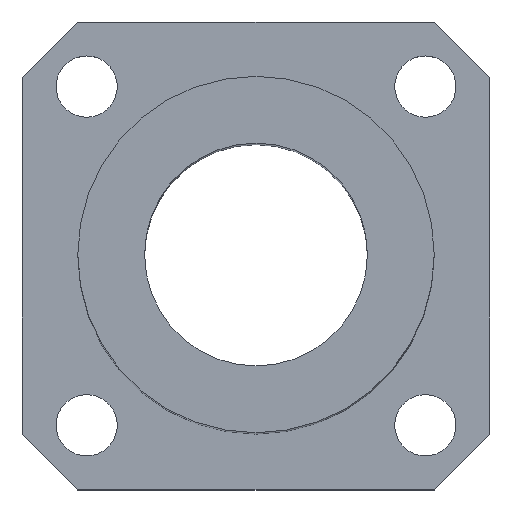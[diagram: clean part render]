
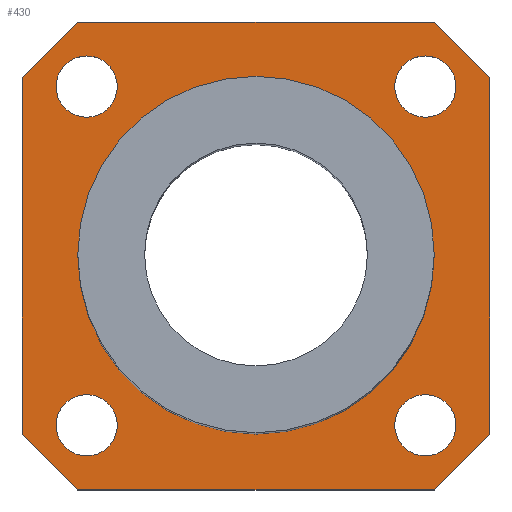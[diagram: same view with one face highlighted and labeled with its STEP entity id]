
A CAD part, top view. The second image highlights one B-rep face of the part: STEP entity #430.
In plain terms, the highlighted planar face has unit normal (0, 0, 1).
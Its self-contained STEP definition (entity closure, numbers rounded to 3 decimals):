
#23=LINE('',#678,#57);
#29=LINE('',#689,#63);
#36=LINE('',#707,#70);
#39=LINE('',#712,#73);
#41=LINE('',#715,#75);
#42=LINE('',#719,#76);
#45=LINE('',#723,#79);
#48=LINE('',#736,#82);
#57=VECTOR('',#564,10.);
#63=VECTOR('',#572,10.);
#70=VECTOR('',#585,10.);
#73=VECTOR('',#590,10.);
#75=VECTOR('',#594,10.);
#76=VECTOR('',#597,10.);
#79=VECTOR('',#602,10.);
#82=VECTOR('',#619,10.);
#103=FACE_BOUND('',#168,.T.);
#104=FACE_BOUND('',#169,.T.);
#105=FACE_BOUND('',#170,.T.);
#106=FACE_BOUND('',#171,.T.);
#107=FACE_BOUND('',#172,.T.);
#132=FACE_OUTER_BOUND('',#167,.T.);
#167=EDGE_LOOP('',(#378,#379,#380,#381,#382,#383,#384,#385));
#168=EDGE_LOOP('',(#386));
#169=EDGE_LOOP('',(#387));
#170=EDGE_LOOP('',(#388));
#171=EDGE_LOOP('',(#389));
#172=EDGE_LOOP('',(#390));
#176=CIRCLE('',#457,2.75);
#180=CIRCLE('',#464,2.75);
#184=CIRCLE('',#471,2.75);
#188=CIRCLE('',#478,2.75);
#192=CIRCLE('',#492,16.);
#196=VERTEX_POINT('',#633);
#200=VERTEX_POINT('',#646);
#204=VERTEX_POINT('',#659);
#208=VERTEX_POINT('',#672);
#209=VERTEX_POINT('',#676);
#210=VERTEX_POINT('',#677);
#214=VERTEX_POINT('',#687);
#221=VERTEX_POINT('',#705);
#222=VERTEX_POINT('',#706);
#223=VERTEX_POINT('',#711);
#224=VERTEX_POINT('',#717);
#225=VERTEX_POINT('',#718);
#228=VERTEX_POINT('',#731);
#234=EDGE_CURVE('',#196,#196,#176,.T.);
#240=EDGE_CURVE('',#200,#200,#180,.T.);
#246=EDGE_CURVE('',#204,#204,#184,.T.);
#252=EDGE_CURVE('',#208,#208,#188,.T.);
#253=EDGE_CURVE('',#209,#210,#23,.T.);
#259=EDGE_CURVE('',#214,#209,#29,.T.);
#267=EDGE_CURVE('',#221,#222,#36,.T.);
#270=EDGE_CURVE('',#222,#223,#39,.T.);
#272=EDGE_CURVE('',#223,#214,#41,.T.);
#273=EDGE_CURVE('',#224,#225,#42,.T.);
#276=EDGE_CURVE('',#225,#221,#45,.T.);
#281=EDGE_CURVE('',#228,#228,#192,.T.);
#282=EDGE_CURVE('',#210,#224,#48,.T.);
#378=ORIENTED_EDGE('',*,*,#253,.F.);
#379=ORIENTED_EDGE('',*,*,#259,.F.);
#380=ORIENTED_EDGE('',*,*,#272,.F.);
#381=ORIENTED_EDGE('',*,*,#270,.F.);
#382=ORIENTED_EDGE('',*,*,#267,.F.);
#383=ORIENTED_EDGE('',*,*,#276,.F.);
#384=ORIENTED_EDGE('',*,*,#273,.F.);
#385=ORIENTED_EDGE('',*,*,#282,.F.);
#386=ORIENTED_EDGE('',*,*,#234,.T.);
#387=ORIENTED_EDGE('',*,*,#240,.T.);
#388=ORIENTED_EDGE('',*,*,#246,.T.);
#389=ORIENTED_EDGE('',*,*,#252,.T.);
#390=ORIENTED_EDGE('',*,*,#281,.T.);
#405=PLANE('',#495);
#430=ADVANCED_FACE('',(#132,#103,#104,#105,#106,#107),#405,.T.);
#457=AXIS2_PLACEMENT_3D('',#635,#512,#513);
#464=AXIS2_PLACEMENT_3D('',#648,#528,#529);
#471=AXIS2_PLACEMENT_3D('',#661,#544,#545);
#478=AXIS2_PLACEMENT_3D('',#674,#560,#561);
#492=AXIS2_PLACEMENT_3D('',#733,#613,#614);
#495=AXIS2_PLACEMENT_3D('',#737,#620,#621);
#512=DIRECTION('center_axis',(0.,0.,-1.));
#513=DIRECTION('ref_axis',(-1.,0.,0.));
#528=DIRECTION('center_axis',(0.,0.,-1.));
#529=DIRECTION('ref_axis',(-1.,0.,0.));
#544=DIRECTION('center_axis',(0.,0.,-1.));
#545=DIRECTION('ref_axis',(-1.,0.,0.));
#560=DIRECTION('center_axis',(0.,0.,-1.));
#561=DIRECTION('ref_axis',(-1.,0.,0.));
#564=DIRECTION('',(-0.707,-0.707,0.));
#572=DIRECTION('',(0.,-1.,0.));
#585=DIRECTION('',(0.707,0.707,0.));
#590=DIRECTION('',(1.,0.,0.));
#594=DIRECTION('',(0.707,-0.707,0.));
#597=DIRECTION('',(-0.707,0.707,0.));
#602=DIRECTION('',(0.,1.,0.));
#613=DIRECTION('center_axis',(0.,0.,-1.));
#614=DIRECTION('ref_axis',(-1.,0.,0.));
#619=DIRECTION('',(-1.,0.,0.));
#620=DIRECTION('center_axis',(0.,0.,1.));
#621=DIRECTION('ref_axis',(1.,0.,0.));
#633=CARTESIAN_POINT('',(17.953,-15.203,8.));
#635=CARTESIAN_POINT('Origin',(15.203,-15.203,8.));
#646=CARTESIAN_POINT('',(-12.453,-15.203,8.));
#648=CARTESIAN_POINT('Origin',(-15.203,-15.203,8.));
#659=CARTESIAN_POINT('',(-12.453,15.203,8.));
#661=CARTESIAN_POINT('Origin',(-15.203,15.203,8.));
#672=CARTESIAN_POINT('',(17.953,15.203,8.));
#674=CARTESIAN_POINT('Origin',(15.203,15.203,8.));
#676=CARTESIAN_POINT('',(21.,-16.,8.));
#677=CARTESIAN_POINT('',(16.,-21.,8.));
#678=CARTESIAN_POINT('',(18.5,-18.5,8.));
#687=CARTESIAN_POINT('',(21.,16.,8.));
#689=CARTESIAN_POINT('',(21.,21.,8.));
#705=CARTESIAN_POINT('',(-21.,16.,8.));
#706=CARTESIAN_POINT('',(-16.,21.,8.));
#707=CARTESIAN_POINT('',(-18.5,18.5,8.));
#711=CARTESIAN_POINT('',(16.,21.,8.));
#712=CARTESIAN_POINT('',(-21.,21.,8.));
#715=CARTESIAN_POINT('',(18.5,18.5,8.));
#717=CARTESIAN_POINT('',(-16.,-21.,8.));
#718=CARTESIAN_POINT('',(-21.,-16.,8.));
#719=CARTESIAN_POINT('',(-18.5,-18.5,8.));
#723=CARTESIAN_POINT('',(-21.,-21.,8.));
#731=CARTESIAN_POINT('',(16.,0.,8.));
#733=CARTESIAN_POINT('Origin',(0.,0.,8.));
#736=CARTESIAN_POINT('',(21.,-21.,8.));
#737=CARTESIAN_POINT('Origin',(0.,0.,
8.));
